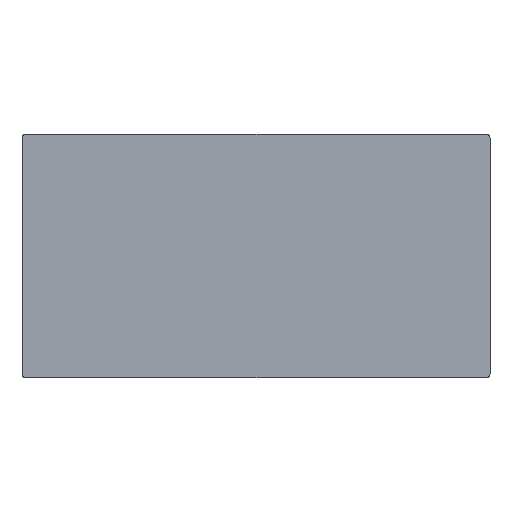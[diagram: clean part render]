
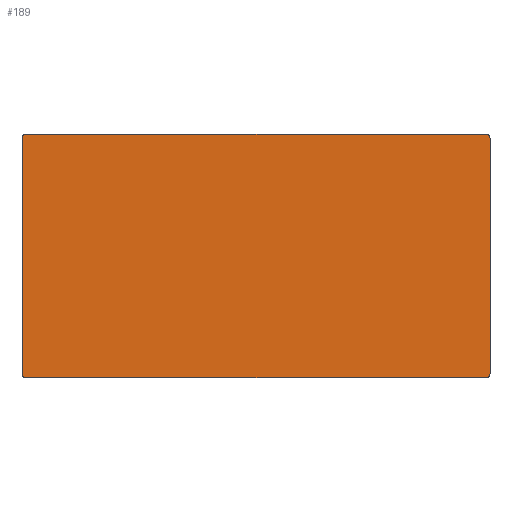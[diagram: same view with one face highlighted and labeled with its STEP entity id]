
A CAD part, front view. The second image highlights one B-rep face of the part: STEP entity #189.
In plain terms, the highlighted planar face has unit normal (0, -1, 0).
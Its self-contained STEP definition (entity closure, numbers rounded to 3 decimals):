
#9=CARTESIAN_POINT('',(-61.,45.6,30.75));
#10=DIRECTION('',(0.,1.,0.));
#11=DIRECTION('',(-1.,0.,0.));
#12=AXIS2_PLACEMENT_3D('',#9,#10,#11);
#14=CARTESIAN_POINT('',(61.,45.6,30.75));
#15=DIRECTION('',(0.,1.,0.));
#16=DIRECTION('',(0.,0.,1.));
#17=AXIS2_PLACEMENT_3D('',#14,#15,#16);
#19=DIRECTION('',(0.,0.,-1.));
#20=VECTOR('',#19,62.5);
#21=CARTESIAN_POINT('',(62.,45.6,30.75));
#22=LINE('',#21,#20);
#23=CARTESIAN_POINT('',(61.,45.6,-31.75));
#24=DIRECTION('',(0.,1.,0.));
#25=DIRECTION('',(1.,0.,0.));
#26=AXIS2_PLACEMENT_3D('',#23,#24,#25);
#28=CARTESIAN_POINT('',(-61.,45.6,-31.75));
#29=DIRECTION('',(0.,1.,0.));
#30=DIRECTION('',(0.,0.,-1.));
#31=AXIS2_PLACEMENT_3D('',#28,#29,#30);
#33=DIRECTION('',(0.,0.,1.));
#34=VECTOR('',#33,62.5);
#35=CARTESIAN_POINT('',(-62.,45.6,-31.75));
#36=LINE('',#35,#34);
#77=DIRECTION('',(-1.,0.,0.));
#78=VECTOR('',#77,122.);
#79=CARTESIAN_POINT('',(61.,45.6,31.75));
#80=LINE('',#79,#78);
#97=DIRECTION('',(-1.,0.,0.));
#98=VECTOR('',#97,122.);
#99=CARTESIAN_POINT('',(61.,45.6,-32.75));
#100=LINE('',#99,#98);
#109=CARTESIAN_POINT('',(62.,45.6,30.75));
#110=CARTESIAN_POINT('',(62.,45.6,-31.75));
#111=VERTEX_POINT('',#109);
#112=VERTEX_POINT('',#110);
#121=CARTESIAN_POINT('',(-62.,45.6,-31.75));
#122=CARTESIAN_POINT('',(-62.,45.6,30.75));
#123=VERTEX_POINT('',#121);
#124=VERTEX_POINT('',#122);
#125=CARTESIAN_POINT('',(61.,45.6,31.75));
#126=CARTESIAN_POINT('',(-61.,45.6,31.75));
#127=VERTEX_POINT('',#125);
#128=VERTEX_POINT('',#126);
#129=CARTESIAN_POINT('',(61.,45.6,-32.75));
#131=VERTEX_POINT('',#129);
#134=CARTESIAN_POINT('',(-61.,45.6,-32.75));
#136=VERTEX_POINT('',#134);
#168=CARTESIAN_POINT('',(0.,45.6,-0.5));
#169=DIRECTION('',(0.,1.,0.));
#170=DIRECTION('',(0.,0.,1.));
#171=AXIS2_PLACEMENT_3D('',#168,#169,#170);
#172=PLANE('',#171);
#174=ORIENTED_EDGE('',*,*,#173,.T.);
#176=ORIENTED_EDGE('',*,*,#175,.F.);
#178=ORIENTED_EDGE('',*,*,#177,.T.);
#179=ORIENTED_EDGE('',*,*,#144,.T.);
#180=ORIENTED_EDGE('',*,*,#158,.T.);
#182=ORIENTED_EDGE('',*,*,#181,.T.);
#184=ORIENTED_EDGE('',*,*,#183,.T.);
#186=ORIENTED_EDGE('',*,*,#185,.T.);
#187=EDGE_LOOP('',(#174,#176,#178,#179,#180,#182,#184,#186));
#188=FACE_OUTER_BOUND('',#187,.F.);
#189=ADVANCED_FACE('',(#188),#172,.F.);
#13=CIRCLE('',#12,1.);
#18=CIRCLE('',#17,1.);
#27=CIRCLE('',#26,1.);
#32=CIRCLE('',#31,1.);
#144=EDGE_CURVE('',#111,#112,#22,.T.);
#158=EDGE_CURVE('',#112,#131,#27,.T.);
#173=EDGE_CURVE('',#124,#128,#13,.T.);
#175=EDGE_CURVE('',#127,#128,#80,.T.);
#177=EDGE_CURVE('',#127,#111,#18,.T.);
#181=EDGE_CURVE('',#131,#136,#100,.T.);
#183=EDGE_CURVE('',#136,#123,#32,.T.);
#185=EDGE_CURVE('',#123,#124,#36,.T.);
